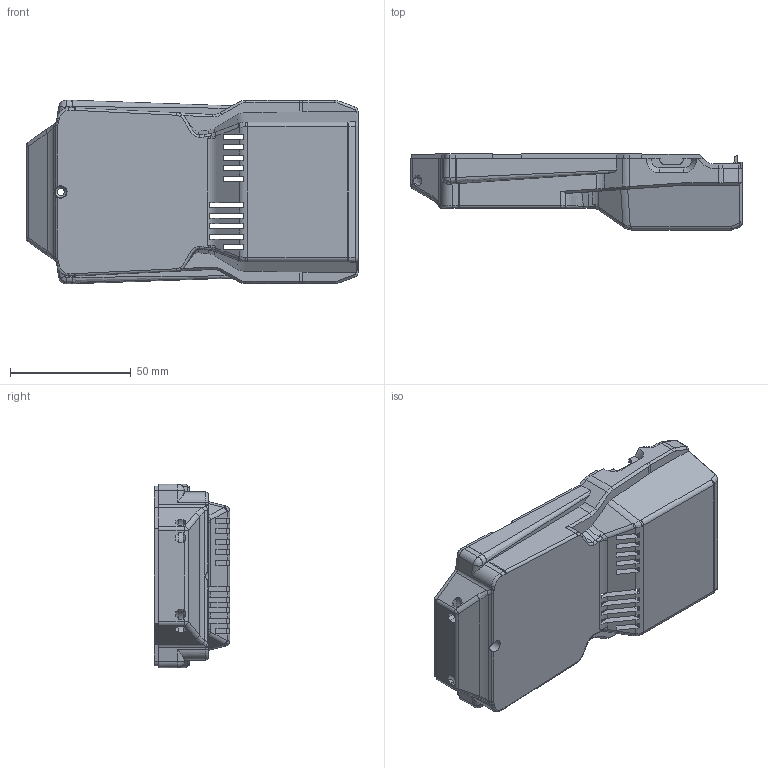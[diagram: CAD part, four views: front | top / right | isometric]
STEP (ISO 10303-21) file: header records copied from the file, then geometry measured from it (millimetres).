
FILE_DESCRIPTION(/* description */ (''),/* implementation_level */ '2;1');
FILE_NAME(/* name */ 'uCritAir Radio Bottom v3-110425.step',/* time_stamp */ '2025-11-04T18:10:23-07:00',/* author */ (''),/* organization */ (''),/* preprocessor_version */ 'ST-DEVELOPER v20.1',/* originating_system */ 'Autodesk Translation Framework v14.17.0.0',/* authorisation */ '');
FILE_SCHEMA (('AUTOMOTIVE_DESIGN { 1 0 10303 214 3 1 1 }'));
Length unit declared in the file: millimetre
Products named in the file (1): uCritAir Radio Bottom v3-110225
Bounding box: 137.5 x 31.4 x 76 mm (x, y, z)
Volume: 41012 mm3; surface area: 47990.5 mm2
Topology: 1 solids, 2 shells, 758 faces, 2176 edges, 1405 vertices
Faces by surface type: plane 459, cylinder 151, bspline 115, cone 27, sphere 6
Full cylindrical faces by diameter (mm): 3 x1, 5 x3, 5.2 x1
Entity records: 28572 total; most frequent: CARTESIAN_POINT 9286, ORIENTED_EDGE 4348, DIRECTION 3580, EDGE_CURVE 2174, LINE 1474, VECTOR 1474, VERTEX_POINT 1405, AXIS2_PLACEMENT_3D 1053
